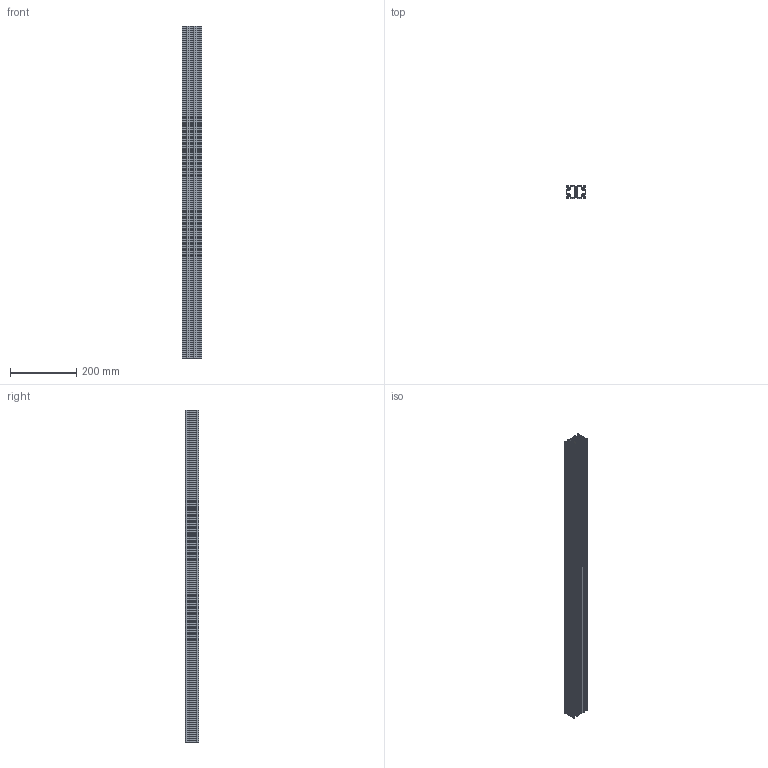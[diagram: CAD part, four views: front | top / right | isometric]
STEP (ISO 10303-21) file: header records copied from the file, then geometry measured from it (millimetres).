
FILE_DESCRIPTION (( 'STEP AP214' ), '1' );
FILE_NAME ('246 Êîíñòðóêöèîííûé ïðîôèëü 40õ60.STEP', '2014-12-18T09:55:28', ( 'XTreme.ws' ), ( 'XTreme.ws' ), 'SwSTEP 2.0', 'SolidWorks 2014', '' );
FILE_SCHEMA (( 'AUTOMOTIVE_DESIGN' ));
Length unit declared in the file: millimetre
Products named in the file (2): 246 Êîíñòðóêöèîííûé ïðîôèëü 40õ60
Bounding box: 60 x 40 x 1000 mm (x, y, z)
Volume: 684821.2 mm3; surface area: 654227.3 mm2
Topology: 1 solids, 1 shells, 414 faces, 1236 edges, 824 vertices
Faces by surface type: cylinder 218, plane 196
Entity records: 14117 total; most frequent: DIRECTION 2504, CARTESIAN_POINT 2476, ORIENTED_EDGE 2472, EDGE_CURVE 1236, AXIS2_PLACEMENT_3D 852, VERTEX_POINT 824, VECTOR 800, LINE 800
